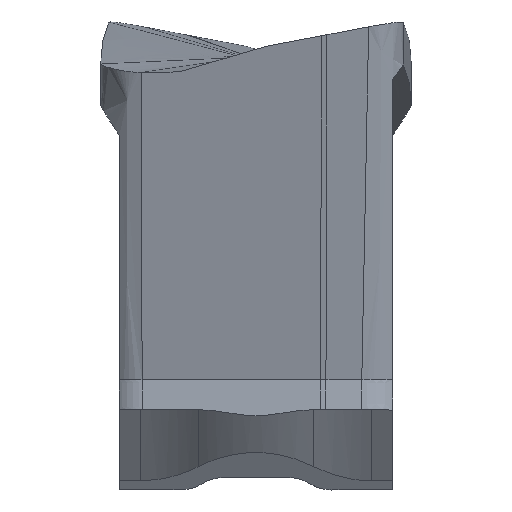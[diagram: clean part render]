
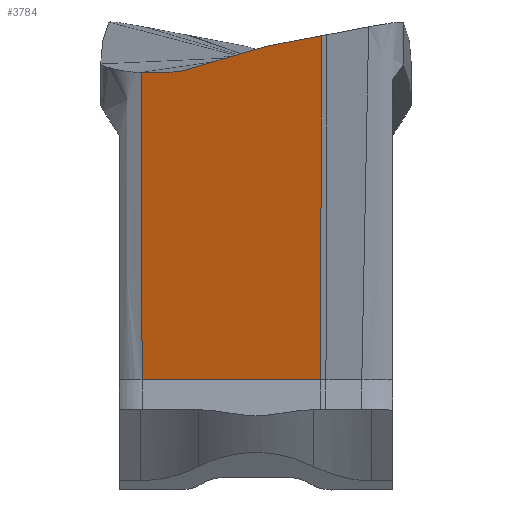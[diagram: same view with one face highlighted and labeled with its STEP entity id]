
A CAD part, left-side view. The second image highlights one B-rep face of the part: STEP entity #3784.
In plain terms, the highlighted planar face has unit normal (-0.966, 0.021, -0.259).
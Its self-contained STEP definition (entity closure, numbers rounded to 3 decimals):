
#901=CARTESIAN_POINT('',(-5.645,5.957,-2.28));
#940=CARTESIAN_POINT('',(-7.599,5.968,5.02));
#941=CARTESIAN_POINT('',(-7.6,5.922,5.02));
#942=CARTESIAN_POINT('',(-7.602,5.83,5.02));
#943=CARTESIAN_POINT('',(-7.605,5.693,5.02));
#944=CARTESIAN_POINT('',(-7.607,5.578,5.02));
#945=CARTESIAN_POINT('',(-7.609,5.487,5.02));
#946=CARTESIAN_POINT('',(-7.611,5.395,5.02));
#947=CARTESIAN_POINT('',(-7.614,5.281,5.022));
#948=CARTESIAN_POINT('',(-7.62,5.144,5.034));
#949=CARTESIAN_POINT('',(-7.628,5.008,5.052));
#950=CARTESIAN_POINT('',(-7.638,4.873,5.078));
#951=CARTESIAN_POINT('',(-7.65,4.74,5.111));
#952=CARTESIAN_POINT('',(-7.663,4.609,5.152));
#953=CARTESIAN_POINT('',(-7.677,4.479,5.193));
#954=CARTESIAN_POINT('',(-7.695,4.305,5.247));
#955=CARTESIAN_POINT('',(-7.718,4.087,5.315));
#956=CARTESIAN_POINT('',(-7.746,3.826,5.397));
#957=CARTESIAN_POINT('',(-7.768,3.608,5.465));
#958=CARTESIAN_POINT('',(-7.787,3.434,5.519));
#959=CARTESIAN_POINT('',(-7.8,3.304,5.56));
#960=CARTESIAN_POINT('',(-7.814,3.173,5.602));
#961=CARTESIAN_POINT('',(-7.827,3.041,5.637));
#962=CARTESIAN_POINT('',(-7.837,2.907,5.664));
#963=CARTESIAN_POINT('',(-7.846,2.772,5.689));
#964=CARTESIAN_POINT('',(-7.856,2.637,5.715));
#965=CARTESIAN_POINT('',(-7.869,2.457,5.749));
#966=CARTESIAN_POINT('',(-7.885,2.233,5.791));
#967=CARTESIAN_POINT('',(-7.904,1.963,5.842));
#968=CARTESIAN_POINT('',(-7.917,1.784,5.876));
#969=CARTESIAN_POINT('',(-7.924,1.694,5.893));
#974=DIRECTION('',(0.259,0.003,-0.966));
#975=VECTOR('',#974,8.461);
#976=CARTESIAN_POINT('',(-7.924,1.694,5.893));
#977=LINE('',#976,#975);
#981=DIRECTION('',(0.021,1.,0.));
#982=VECTOR('',#981,4.241);
#983=CARTESIAN_POINT('',(-5.735,1.717,-2.28));
#984=LINE('',#983,#982);
#988=DIRECTION('',(-0.259,0.001,0.966));
#989=VECTOR('',#988,7.557);
#990=CARTESIAN_POINT('',(-5.645,5.957,-2.28));
#991=LINE('',#990,#989);
#2201=VERTEX_POINT('',#901);
#2204=CARTESIAN_POINT('',(-5.735,1.717,
-2.28));
#2205=VERTEX_POINT('',#2204);
#2407=VERTEX_POINT('',#940);
#2408=VERTEX_POINT('',#969);
#3772=CARTESIAN_POINT('',(-6.562,0.054,
0.679));
#3773=DIRECTION('',(-0.966,0.021,-0.259));
#3774=DIRECTION('',(-0.258,0.013,0.966));
#3775=AXIS2_PLACEMENT_3D('',#3772,#3773,#3774);
#3776=PLANE('',#3775);
#3777=ORIENTED_EDGE('',*,*,#3764,.T.);
#3778=ORIENTED_EDGE('',*,*,#2545,.T.);
#3780=ORIENTED_EDGE('',*,*,#3779,.T.);
#3781=ORIENTED_EDGE('',*,*,#3570,.T.);
#3782=EDGE_LOOP('',(#3777,#3778,#3780,#3781));
#3783=FACE_OUTER_BOUND('',#3782,.F.);
#970=B_SPLINE_CURVE_WITH_KNOTS('',3,(#940,#941,#942,#943,#944,#945,#946,#947,
#948,#949,#950,#951,#952,#953,#954,#955,#956,#957,#958,#959,#960,#961,#962,#963,
#964,#965,#966,#967,#968,#969),.UNSPECIFIED.,.F.,.F.,(4,1,1,1,1,1,1,1,1,1,1,1,1,
1,1,1,1,1,1,1,1,1,1,1,1,1,1,4),(0.,0.031,0.063,
0.094,0.109,0.125,0.156,
0.188,0.219,0.25,0.281,
0.313,0.344,0.375,0.438,
0.5,0.563,0.594,0.625,
0.656,0.688,0.719,0.75,
0.781,0.813,0.875,0.938,1.),
.UNSPECIFIED.);
#2545=EDGE_CURVE('',#2408,#2205,#977,.T.);
#3570=EDGE_CURVE('',#2201,#2407,#991,.T.);
#3764=EDGE_CURVE('',#2407,#2408,#970,.T.);
#3779=EDGE_CURVE('',#2205,#2201,#984,.T.);
#3784=ADVANCED_FACE('',(#3783),#3776,.T.);
